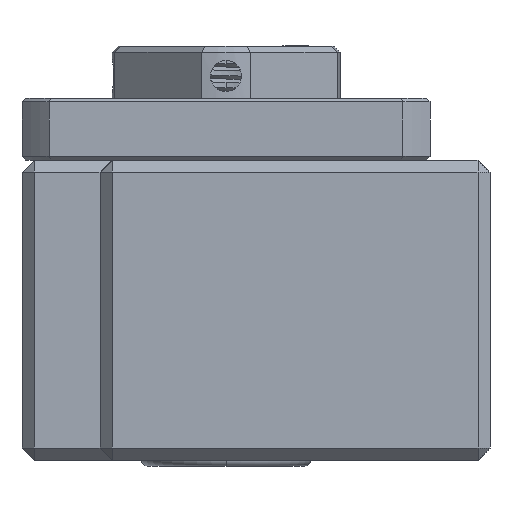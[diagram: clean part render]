
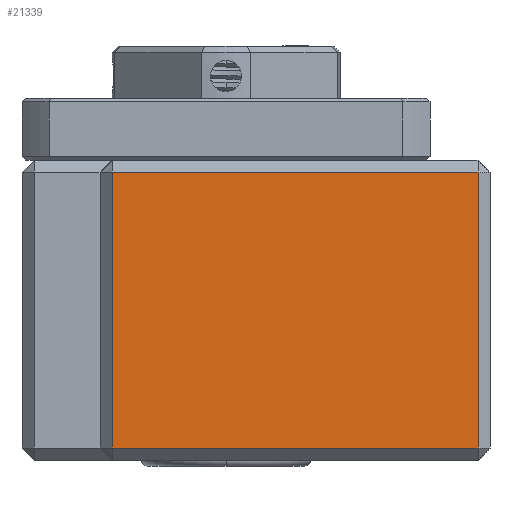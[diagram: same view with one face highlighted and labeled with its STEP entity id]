
A CAD part, left-side view. The second image highlights one B-rep face of the part: STEP entity #21339.
In plain terms, the highlighted planar face has unit normal (-1, 0, 0).
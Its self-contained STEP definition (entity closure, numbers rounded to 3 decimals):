
#551 = VERTEX_POINT ( 'NONE', #36463 ) ;
#2582 = LINE ( 'NONE', #17570, #13933 ) ;
#3445 = CARTESIAN_POINT ( 'NONE',  ( -30., 1., 11.5 ) ) ;
#3832 = VERTEX_POINT ( 'NONE', #20344 ) ;
#4191 = PLANE ( 'NONE',  #23243 ) ;
#4386 = CARTESIAN_POINT ( 'NONE',  ( -30., 32.5, 12.5 ) ) ;
#4590 = FACE_OUTER_BOUND ( 'NONE', #39223, .T. ) ;
#4652 = ORIENTED_EDGE ( 'NONE', *, *, #30872, .T. ) ;
#5593 = DIRECTION ( 'NONE',  ( 0., 0., 1. ) ) ;
#6180 = EDGE_CURVE ( 'NONE', #17824, #551, #12902, .T. ) ;
#6420 = CARTESIAN_POINT ( 'NONE',  ( -30., 32.5, 11.5 ) ) ;
#8437 = DIRECTION ( 'NONE',  ( 0., 0., -1. ) ) ;
#8807 = ORIENTED_EDGE ( 'NONE', *, *, #13470, .T. ) ;
#10942 = ORIENTED_EDGE ( 'NONE', *, *, #34367, .T. ) ;
#11073 = CARTESIAN_POINT ( 'NONE',  ( -30., 1., 12.5 ) ) ;
#11732 = VECTOR ( 'NONE', #8437, 1000. ) ;
#12685 = VECTOR ( 'NONE', #15936, 1000. ) ;
#12902 = LINE ( 'NONE', #6420, #12685 ) ;
#13470 = EDGE_CURVE ( 'NONE', #20565, #3832, #2582, .T. ) ;
#13933 = VECTOR ( 'NONE', #26888, 1000. ) ;
#15936 = DIRECTION ( 'NONE',  ( 0., 1., 0. ) ) ;
#17570 = CARTESIAN_POINT ( 'NONE',  ( -30., 32.5, -11.5 ) ) ;
#17824 = VERTEX_POINT ( 'NONE', #3445 ) ;
#20344 = CARTESIAN_POINT ( 'NONE',  ( -30., 1., -11.5 ) ) ;
#20565 = VERTEX_POINT ( 'NONE', #34485 ) ;
#21339 = ADVANCED_FACE ( 'NONE', ( #4590 ), #4191, .F. ) ;
#21637 = VECTOR ( 'NONE', #5593, 1000. ) ;
#23243 = AXIS2_PLACEMENT_3D ( 'NONE', #4386, #32153, #23643 ) ;
#23643 = DIRECTION ( 'NONE',  ( 0., 1., 0. ) ) ;
#23854 = LINE ( 'NONE', #36193, #11732 ) ;
#24447 = ORIENTED_EDGE ( 'NONE', *, *, #6180, .T. ) ;
#26888 = DIRECTION ( 'NONE',  ( 0., -1., 0. ) ) ;
#30872 = EDGE_CURVE ( 'NONE', #551, #20565, #23854, .T. ) ;
#32153 = DIRECTION ( 'NONE',  ( 1., 0., 0. ) ) ;
#34367 = EDGE_CURVE ( 'NONE', #3832, #17824, #39408, .T. ) ;
#34485 = CARTESIAN_POINT ( 'NONE',  ( -30., 31.5, -11.5 ) ) ;
#36193 = CARTESIAN_POINT ( 'NONE',  ( -30., 31.5, 12.5 ) ) ;
#36463 = CARTESIAN_POINT ( 'NONE',  ( -30., 31.5, 11.5 ) ) ;
#39223 = EDGE_LOOP ( 'NONE', ( #8807, #10942, #24447, #4652 ) ) ;
#39408 = LINE ( 'NONE', #11073, #21637 ) ;
